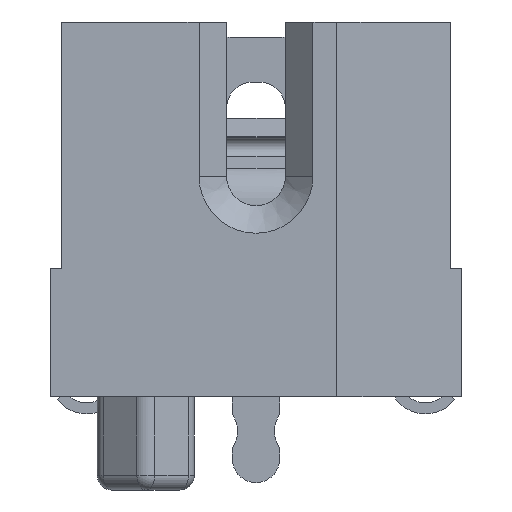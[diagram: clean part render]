
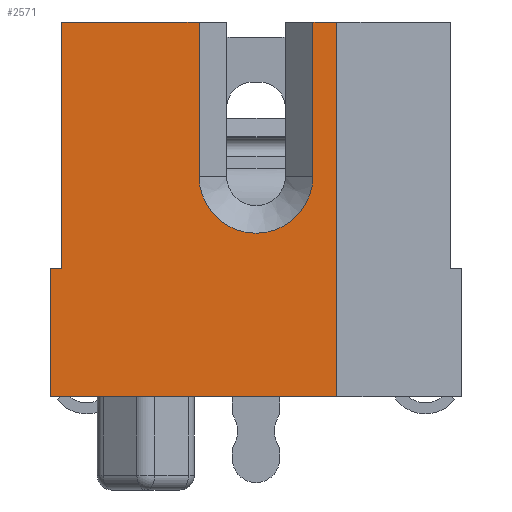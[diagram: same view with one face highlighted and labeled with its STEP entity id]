
A CAD part, left-side view. The second image highlights one B-rep face of the part: STEP entity #2571.
In plain terms, the highlighted planar face has unit normal (-1, 0, 0).
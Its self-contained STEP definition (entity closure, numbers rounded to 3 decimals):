
#1031 = EDGE_CURVE ( 'NONE', #1142, #1145, #7643, .T. ) ;
#1142 = VERTEX_POINT ( 'NONE', #7796 ) ;
#1145 = VERTEX_POINT ( 'NONE', #7844 ) ;
#1501 = VERTEX_POINT ( 'NONE', #8351 ) ;
#1693 = EDGE_CURVE ( 'NONE', #33228, #1501, #8727, .T. ) ;
#1872 = VERTEX_POINT ( 'NONE', #9091 ) ;
#1876 = EDGE_CURVE ( 'NONE', #1903, #1872, #8981, .T. ) ;
#1903 = VERTEX_POINT ( 'NONE', #8953 ) ;
#2377 = ORIENTED_EDGE ( 'NONE', *, *, #33223, .T. ) ;
#2378 = ORIENTED_EDGE ( 'NONE', *, *, #2398, .T. ) ;
#2384 = ORIENTED_EDGE ( 'NONE', *, *, #1876, .F. ) ;
#2385 = VERTEX_POINT ( 'NONE', #9935 ) ;
#2386 = VERTEX_POINT ( 'NONE', #10011 ) ;
#2387 = EDGE_CURVE ( 'NONE', #2581, #1145, #10015, .T. ) ;
#2388 = ORIENTED_EDGE ( 'NONE', *, *, #2387, .T. ) ;
#2389 = ORIENTED_EDGE ( 'NONE', *, *, #2393, .F. ) ;
#2391 = EDGE_CURVE ( 'NONE', #2386, #1142, #10006, .T. ) ;
#2392 = ORIENTED_EDGE ( 'NONE', *, *, #2391, .F. ) ;
#2393 = EDGE_CURVE ( 'NONE', #1501, #2386, #10002, .T. ) ;
#2394 = ORIENTED_EDGE ( 'NONE', *, *, #1693, .F. ) ;
#2396 = EDGE_LOOP ( 'NONE', ( #2384, #2399, #2585, #2388, #2572, #2392, #2389, #2394, #2377, #2378 ) ) ;
#2398 = EDGE_CURVE ( 'NONE', #33225, #1872, #9996, .T. ) ;
#2399 = ORIENTED_EDGE ( 'NONE', *, *, #2569, .T. ) ;
#2569 = EDGE_CURVE ( 'NONE', #1903, #2385, #10226, .T. ) ;
#2570 = EDGE_CURVE ( 'NONE', #2385, #2581, #10253, .T. ) ;
#2571 = ADVANCED_FACE ( 'NONE', ( #10228 ), #10227, .T. ) ;
#2572 = ORIENTED_EDGE ( 'NONE', *, *, #1031, .F. ) ;
#2581 = VERTEX_POINT ( 'NONE', #10234 ) ;
#2585 = ORIENTED_EDGE ( 'NONE', *, *, #2570, .T. ) ;
#7634 = DIRECTION ( 'NONE',  ( 0., -1., 0. ) ) ;
#7635 = VECTOR ( 'NONE', #7634, 1000. ) ;
#7636 = CARTESIAN_POINT ( 'NONE',  ( -11.75, 2.8, 0. ) ) ;
#7643 = LINE ( 'NONE', #7636, #7635 ) ;
#7796 = CARTESIAN_POINT ( 'NONE',  ( -11.75, 2.65, 0. ) ) ;
#7844 = CARTESIAN_POINT ( 'NONE',  ( -11.75, 0.775, 0. ) ) ;
#8351 = CARTESIAN_POINT ( 'NONE',  ( -11.75, 2.8, -3.35 ) ) ;
#8727 = LINE ( 'NONE', #8733, #8732 ) ;
#8731 = DIRECTION ( 'NONE',  ( 0., 0., 1. ) ) ;
#8732 = VECTOR ( 'NONE', #8731, 1000. ) ;
#8733 = CARTESIAN_POINT ( 'NONE',  ( -11.75, 2.8, -5.1 ) ) ;
#8953 = CARTESIAN_POINT ( 'NONE',  ( -11.75, -0.775, 0. ) ) ;
#8978 = DIRECTION ( 'NONE',  ( 0., -1., 0. ) ) ;
#8979 = VECTOR ( 'NONE', #8978, 1000. ) ;
#8980 = CARTESIAN_POINT ( 'NONE',  ( -11.75, 2.8, 0. ) ) ;
#8981 = LINE ( 'NONE', #8980, #8979 ) ;
#9091 = CARTESIAN_POINT ( 'NONE',  ( -11.75, -1.1, 0. ) ) ;
#9935 = CARTESIAN_POINT ( 'NONE',  ( -11.75, -0.775, -2.1 ) ) ;
#9995 = CARTESIAN_POINT ( 'NONE',  ( -11.75, -1.1, -5.1 ) ) ;
#9996 = LINE ( 'NONE', #9995, #10055 ) ;
#9999 = DIRECTION ( 'NONE',  ( 0., -1., 0. ) ) ;
#10000 = VECTOR ( 'NONE', #9999, 1000. ) ;
#10001 = CARTESIAN_POINT ( 'NONE',  ( -11.75, 2.8, -3.35 ) ) ;
#10002 = LINE ( 'NONE', #10001, #10000 ) ;
#10003 = DIRECTION ( 'NONE',  ( 0., 0., 1. ) ) ;
#10004 = VECTOR ( 'NONE', #10003, 1000. ) ;
#10005 = CARTESIAN_POINT ( 'NONE',  ( -11.75, 2.65, -3.35 ) ) ;
#10006 = LINE ( 'NONE', #10005, #10004 ) ;
#10007 = DIRECTION ( 'NONE',  ( 0., 0., 1. ) ) ;
#10008 = VECTOR ( 'NONE', #10007, 1000. ) ;
#10009 = CARTESIAN_POINT ( 'NONE',  ( -11.75, 0.775, 0. ) ) ;
#10011 = CARTESIAN_POINT ( 'NONE',  ( -11.75, 2.65, -3.35 ) ) ;
#10015 = LINE ( 'NONE', #10009, #10008 ) ;
#10054 = DIRECTION ( 'NONE',  ( 0., 0., 1. ) ) ;
#10055 = VECTOR ( 'NONE', #10054, 1000. ) ;
#10214 = DIRECTION ( 'NONE',  ( 0., 0., 1. ) ) ;
#10215 = DIRECTION ( 'NONE',  ( -1., 0., 0. ) ) ;
#10218 = DIRECTION ( 'NONE',  ( 0., 0., 1. ) ) ;
#10219 = AXIS2_PLACEMENT_3D ( 'NONE', #10241, #10252, #10218 ) ;
#10220 = AXIS2_PLACEMENT_3D ( 'NONE', #10229, #10215, #10214 ) ;
#10223 = DIRECTION ( 'NONE',  ( 0., 0., -1. ) ) ;
#10224 = VECTOR ( 'NONE', #10223, 1000. ) ;
#10225 = CARTESIAN_POINT ( 'NONE',  ( -11.75, -0.775, -2.1 ) ) ;
#10226 = LINE ( 'NONE', #10225, #10224 ) ;
#10227 = PLANE ( 'NONE',  #10220 ) ;
#10228 = FACE_OUTER_BOUND ( 'NONE', #2396, .T. ) ;
#10229 = CARTESIAN_POINT ( 'NONE',  ( -11.75, 2.8, -5.1 ) ) ;
#10234 = CARTESIAN_POINT ( 'NONE',  ( -11.75, 0.775, -2.1 ) ) ;
#10241 = CARTESIAN_POINT ( 'NONE',  ( -11.75, 0., -2.1 ) ) ;
#10252 = DIRECTION ( 'NONE',  ( 1., 0., 0. ) ) ;
#10253 = CIRCLE ( 'NONE', #10219, 0.775 ) ;
#22871 = CARTESIAN_POINT ( 'NONE',  ( -11.75, -1.1, -5.1 ) ) ;
#22924 = CARTESIAN_POINT ( 'NONE',  ( -11.75, 2.8, -5.1 ) ) ;
#22925 = DIRECTION ( 'NONE',  ( 0., -1., 0. ) ) ;
#22926 = VECTOR ( 'NONE', #22925, 1000. ) ;
#22927 = CARTESIAN_POINT ( 'NONE',  ( -11.75, 2.8, -5.1 ) ) ;
#22928 = LINE ( 'NONE', #22927, #22926 ) ;
#33223 = EDGE_CURVE ( 'NONE', #33228, #33225, #22928, .T. ) ;
#33225 = VERTEX_POINT ( 'NONE', #22871 ) ;
#33228 = VERTEX_POINT ( 'NONE', #22924 ) ;
